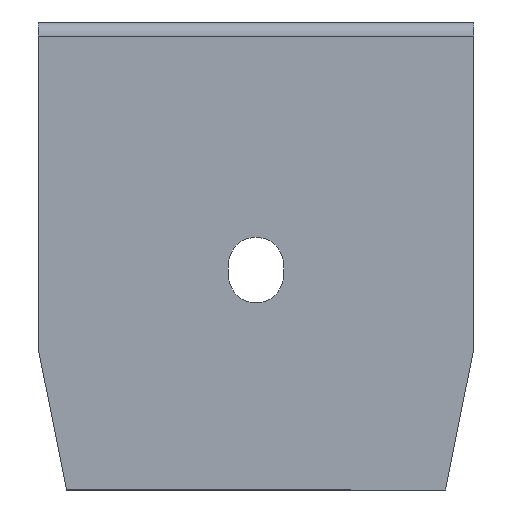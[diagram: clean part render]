
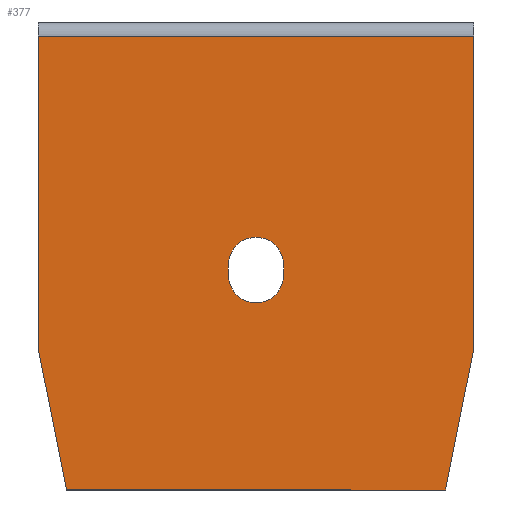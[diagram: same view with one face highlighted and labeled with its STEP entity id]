
A CAD part, left-side view. The second image highlights one B-rep face of the part: STEP entity #377.
In plain terms, the highlighted planar face has unit normal (-1, 0, 0).
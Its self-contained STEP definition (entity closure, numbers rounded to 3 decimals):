
#4 = DIRECTION ( 'NONE',  ( 0., 0., 1. ) ) ;
#6 = EDGE_CURVE ( 'NONE', #857, #350, #25, .T. ) ;
#10 = VECTOR ( 'NONE', #898, 1000. ) ;
#21 = CARTESIAN_POINT ( 'NONE',  ( -53.5, -18.577, -58.365 ) ) ;
#22 = VECTOR ( 'NONE', #543, 1000. ) ;
#25 = LINE ( 'NONE', #925, #10 ) ;
#29 = EDGE_CURVE ( 'NONE', #393, #511, #47, .T. ) ;
#45 = CARTESIAN_POINT ( 'NONE',  ( -53.5, 23.25, -50. ) ) ;
#47 = LINE ( 'NONE', #769, #22 ) ;
#95 = CARTESIAN_POINT ( 'NONE',  ( -53.5, -20.25, -50. ) ) ;
#98 = ORIENTED_EDGE ( 'NONE', *, *, #113, .T. ) ;
#101 = CARTESIAN_POINT ( 'NONE',  ( -53.5, -2.95, -27.05 ) ) ;
#113 = EDGE_CURVE ( 'NONE', #422, #488, #372, .T. ) ;
#117 = DIRECTION ( 'NONE',  ( 0., 0., 1. ) ) ;
#122 = CARTESIAN_POINT ( 'NONE',  ( -53.5, -23.25, -50. ) ) ;
#160 = ORIENTED_EDGE ( 'NONE', *, *, #341, .T. ) ;
#175 = DIRECTION ( 'NONE',  ( 0., -1., 0. ) ) ;
#176 = CIRCLE ( 'NONE', #347, 2.95 ) ;
#182 = CARTESIAN_POINT ( 'NONE',  ( -53.5, 23.25, -1.5 ) ) ;
#188 = CARTESIAN_POINT ( 'NONE',  ( -53.5, 20.365, -49.423 ) ) ;
#210 = CARTESIAN_POINT ( 'NONE',  ( -53.5, 0., -25.95 ) ) ;
#216 = EDGE_CURVE ( 'NONE', #350, #669, #834, .T. ) ;
#236 = AXIS2_PLACEMENT_3D ( 'NONE', #838, #864, #911 ) ;
#249 = CARTESIAN_POINT ( 'NONE',  ( -53.5, 2.95, -27.05 ) ) ;
#259 = AXIS2_PLACEMENT_3D ( 'NONE', #470, #334, #326 ) ;
#260 = CARTESIAN_POINT ( 'NONE',  ( -53.5, 23.25, -1.5 ) ) ;
#262 = ORIENTED_EDGE ( 'NONE', *, *, #943, .T. ) ;
#264 = CARTESIAN_POINT ( 'NONE',  ( -53.5, 0., -30. ) ) ;
#286 = EDGE_CURVE ( 'NONE', #762, #421, #654, .T. ) ;
#326 = DIRECTION ( 'NONE',  ( 0., 0., -1. ) ) ;
#331 = FACE_OUTER_BOUND ( 'NONE', #767, .T. ) ;
#334 = DIRECTION ( 'NONE',  ( 1., 0., 0. ) ) ;
#336 = DIRECTION ( 'NONE',  ( 0., 0., -1. ) ) ;
#341 = EDGE_CURVE ( 'NONE', #488, #762, #514, .T. ) ;
#347 = AXIS2_PLACEMENT_3D ( 'NONE', #210, #419, #336 ) ;
#349 = CARTESIAN_POINT ( 'NONE',  ( -53.5, 2.95, -25.95 ) ) ;
#350 = VERTEX_POINT ( 'NONE', #101 ) ;
#372 = LINE ( 'NONE', #188, #1066 ) ;
#377 = ADVANCED_FACE ( 'NONE', ( #556, #331 ), #776, .F. ) ;
#383 = ORIENTED_EDGE ( 'NONE', *, *, #286, .T. ) ;
#393 = VERTEX_POINT ( 'NONE', #349 ) ;
#419 = DIRECTION ( 'NONE',  ( -1., 0., 0. ) ) ;
#421 = VERTEX_POINT ( 'NONE', #1048 ) ;
#422 = VERTEX_POINT ( 'NONE', #682 ) ;
#442 = VECTOR ( 'NONE', #886, 1000. ) ;
#470 = CARTESIAN_POINT ( 'NONE',  ( -53.5, 0., -27.05 ) ) ;
#488 = VERTEX_POINT ( 'NONE', #552 ) ;
#511 = VERTEX_POINT ( 'NONE', #249 ) ;
#514 = LINE ( 'NONE', #658, #442 ) ;
#534 = EDGE_LOOP ( 'NONE', ( #1026, #1015, #609, #749, #262 ) ) ;
#538 = AXIS2_PLACEMENT_3D ( 'NONE', #1085, #740, #782 ) ;
#543 = DIRECTION ( 'NONE',  ( 0., 0., -1. ) ) ;
#552 = CARTESIAN_POINT ( 'NONE',  ( -53.5, 20.25, -50. ) ) ;
#553 = LINE ( 'NONE', #122, #645 ) ;
#556 = FACE_BOUND ( 'NONE', #534, .T. ) ;
#609 = ORIENTED_EDGE ( 'NONE', *, *, #6, .T. ) ;
#645 = VECTOR ( 'NONE', #117, 1000. ) ;
#654 = LINE ( 'NONE', #21, #789 ) ;
#658 = CARTESIAN_POINT ( 'NONE',  ( -53.5, 23.25, -50. ) ) ;
#669 = VERTEX_POINT ( 'NONE', #264 ) ;
#673 = VERTEX_POINT ( 'NONE', #260 ) ;
#682 = CARTESIAN_POINT ( 'NONE',  ( -53.5, 23.25, -35. ) ) ;
#684 = ORIENTED_EDGE ( 'NONE', *, *, #1022, .T. ) ;
#689 = VECTOR ( 'NONE', #175, 1000. ) ;
#704 = EDGE_CURVE ( 'NONE', #673, #785, #712, .T. ) ;
#712 = LINE ( 'NONE', #182, #689 ) ;
#740 = DIRECTION ( 'NONE',  ( 1., 0., 0. ) ) ;
#749 = ORIENTED_EDGE ( 'NONE', *, *, #216, .T. ) ;
#751 = ORIENTED_EDGE ( 'NONE', *, *, #998, .F. ) ;
#762 = VERTEX_POINT ( 'NONE', #95 ) ;
#767 = EDGE_LOOP ( 'NONE', ( #383, #684, #826, #751, #98, #160 ) ) ;
#769 = CARTESIAN_POINT ( 'NONE',  ( -53.5, 2.95, -50. ) ) ;
#776 = PLANE ( 'NONE',  #538 ) ;
#782 = DIRECTION ( 'NONE',  ( 0., 0., -1. ) ) ;
#785 = VERTEX_POINT ( 'NONE', #1080 ) ;
#789 = VECTOR ( 'NONE', #1001, 1000. ) ;
#814 = EDGE_CURVE ( 'NONE', #857, #393, #176, .T. ) ;
#824 = VECTOR ( 'NONE', #4, 1000. ) ;
#826 = ORIENTED_EDGE ( 'NONE', *, *, #704, .F. ) ;
#834 = CIRCLE ( 'NONE', #236, 2.95 ) ;
#838 = CARTESIAN_POINT ( 'NONE',  ( -53.5, 0., -27.05 ) ) ;
#857 = VERTEX_POINT ( 'NONE', #1011 ) ;
#864 = DIRECTION ( 'NONE',  ( 1., 0., 0. ) ) ;
#866 = DIRECTION ( 'NONE',  ( 0., -0.196, -0.981 ) ) ;
#869 = LINE ( 'NONE', #45, #824 ) ;
#886 = DIRECTION ( 'NONE',  ( 0., -1., 0. ) ) ;
#898 = DIRECTION ( 'NONE',  ( 0., 0., -1. ) ) ;
#909 = CIRCLE ( 'NONE', #259, 2.95 ) ;
#911 = DIRECTION ( 'NONE',  ( 0., 0., -1. ) ) ;
#925 = CARTESIAN_POINT ( 'NONE',  ( -53.5, -2.95, -50. ) ) ;
#943 = EDGE_CURVE ( 'NONE', #669, #511, #909, .T. ) ;
#998 = EDGE_CURVE ( 'NONE', #422, #673, #869, .T. ) ;
#1001 = DIRECTION ( 'NONE',  ( 0., -0.196, 0.981 ) ) ;
#1011 = CARTESIAN_POINT ( 'NONE',  ( -53.5, -2.95, -25.95 ) ) ;
#1015 = ORIENTED_EDGE ( 'NONE', *, *, #814, .F. ) ;
#1022 = EDGE_CURVE ( 'NONE', #421, #785, #553, .T. ) ;
#1026 = ORIENTED_EDGE ( 'NONE', *, *, #29, .F. ) ;
#1048 = CARTESIAN_POINT ( 'NONE',  ( -53.5, -23.25, -35. ) ) ;
#1066 = VECTOR ( 'NONE', #866, 1000. ) ;
#1080 = CARTESIAN_POINT ( 'NONE',  ( -53.5, -23.25, -1.5 ) ) ;
#1085 = CARTESIAN_POINT ( 'NONE',  ( -53.5, 23.25, -50. ) ) ;
